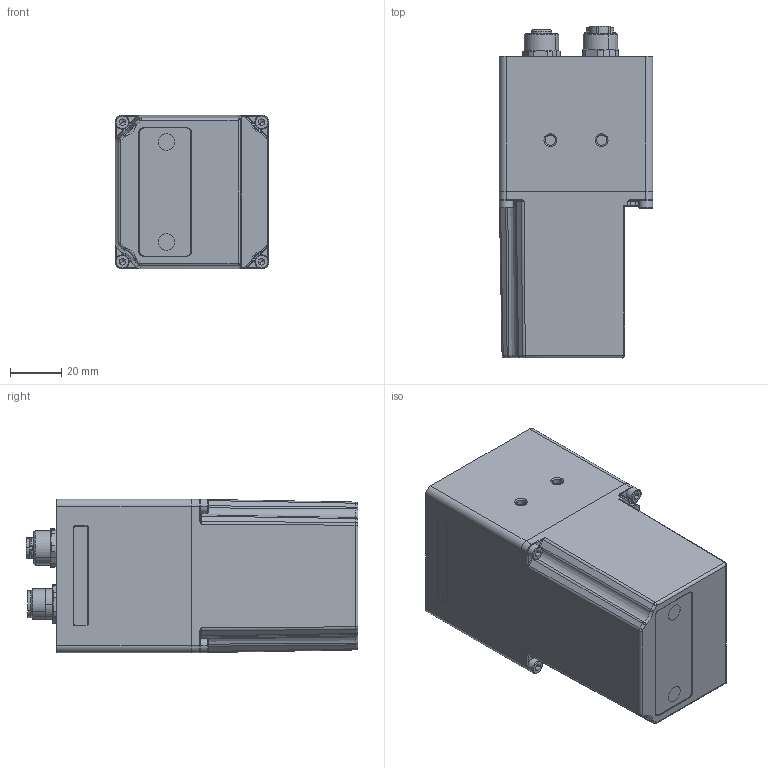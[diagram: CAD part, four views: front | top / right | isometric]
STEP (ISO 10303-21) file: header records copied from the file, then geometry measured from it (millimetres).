
FILE_DESCRIPTION((''),'2;1');
FILE_NAME('141361_2_ASM','2011-11-04T',('dhelisch'),(''),'PRO/ENGINEER BY PARAMETRIC TECHNOLOGY CORPORATION, 2007250','PRO/ENGINEER BY PARAMETRIC TECHNOLOGY CORPORATION, 2007250','');
FILE_SCHEMA(('CONFIG_CONTROL_DESIGN'));
Length unit declared in the file: millimetre
Products named in the file (35): DDE0359_04BLN8_1; DG_04CEC4_RUECKWAND_AL_M12_M9_1; LICHTLEITER_SENKKOPF_D2_8X7_9_1; DG_04CEC4_RUECKWAND_KLEBESTOFF_; DG_04CEC4_RUECKWAND_FOLIE_1; DDE1680_LEUCHTDIODENLOECHER_1; DG_04CEC4_RUECKWAND_FOLIE_ASM_1_ASM; DG_04CEC4_RUECKWAND_ASM_1_ASM; MANIFOLD_SOLID_BREP_71_1; MANIFOLD_SOLID_BREP_72_1; KBORAC9EP5ZX_ASM_1_ASM; _STECKVERBINDER_99-3732-201-04_; STECKVERBINDER_99-3732-201-04_A_ASM; MANIFOLD_SOLID_BREP_195_1; MANIFOLD_SOLID_BREP_196_1; KBOR60A2PVFK_ASM_1_ASM; _STECKVERBINDER_99-3481-200-08_; STECKVERBINDER_99-3481-200-08_A_ASM; BREP_WITH_VOIDS_95_1; MANIFOLD_SOLID_BREP_6249_1; MANIFOLD_SOLID_BREP_6250_1; CERLB8C9WOVG_ASM_1_ASM; _STECKVERBINDER_99-3442-458-05_; STECKVERBINDER_99-3442-458-05_A_ASM; STECKVERBINDER_09-0424-35-07_1; DDE1680_MAC43X_RUECKW_INT_DUMMY_ASM; ISO7046-1_M3X8_1; DDE1680_MAC43X_RUECKW_DSP_DUMMY_ASM; DDE0359_04C449_1; DDE0359_04BLP1_1; ISO4762_M3X10_1; DDE0359_MAC401_LABEL_SKIZZE_1; _DG_141361_ZSB_EXT_ASM_1; DG_141361_ZSB_EXT_ASM_1_ASM; 141361_2_ASM
Assembly tree (52 placements, depth 7):
  141361_2_ASM
    DG_141361_ZSB_EXT_ASM_1_ASM
      DDE1680_MAC43X_RUECKW_DSP_DUMMY_ASM
        DDE0359_04BLN8_1
        DDE1680_MAC43X_RUECKW_INT_DUMMY_ASM
          DG_04CEC4_RUECKWAND_ASM_1_ASM
            DG_04CEC4_RUECKWAND_AL_M12_M9_1
            LICHTLEITER_SENKKOPF_D2_8X7_9_1  x7
            DG_04CEC4_RUECKWAND_KLEBESTOFF_
            DG_04CEC4_RUECKWAND_FOLIE_ASM_1_ASM
              DG_04CEC4_RUECKWAND_FOLIE_1
              DDE1680_LEUCHTDIODENLOECHER_1  x7
          STECKVERBINDER_99-3732-201-04_A_ASM
            KBORAC9EP5ZX_ASM_1_ASM
              MANIFOLD_SOLID_BREP_71_1
              MANIFOLD_SOLID_BREP_72_1
            _STECKVERBINDER_99-3732-201-04_
          STECKVERBINDER_99-3481-200-08_A_ASM
            KBOR60A2PVFK_ASM_1_ASM
              MANIFOLD_SOLID_BREP_195_1
              MANIFOLD_SOLID_BREP_196_1
            _STECKVERBINDER_99-3481-200-08_
          STECKVERBINDER_99-3442-458-05_A_ASM
            CERLB8C9WOVG_ASM_1_ASM
              BREP_WITH_VOIDS_95_1
              MANIFOLD_SOLID_BREP_6249_1
              MANIFOLD_SOLID_BREP_6250_1
            _STECKVERBINDER_99-3442-458-05_
          STECKVERBINDER_09-0424-35-07_1
        ISO7046-1_M3X8_1  x4
      DDE0359_04C449_1
      DDE0359_04BLP1_1
      ISO4762_M3X10_1  x4
      DDE0359_MAC401_LABEL_SKIZZE_1
      _DG_141361_ZSB_EXT_ASM_1
Bounding box: 60 x 129.6 x 60 mm (x, y, z)
Volume: 359468.8 mm3; surface area: 95413.9 mm2
Topology: 36 solids, 122 shells, 2512 faces, 7569 edges, 5304 vertices
Faces by surface type: plane 1050, cylinder 883, cone 304, bspline 137, torus 96, sphere 36, extrusion 6
Entity records: 96653 total; most frequent: CARTESIAN_POINT 24469, DIRECTION 13196, ORIENTED_EDGE 12638, EDGE_CURVE 7043, VERTEX_POINT 5028, AXIS2_PLACEMENT_3D 4603, VECTOR 3990, LINE 3984
